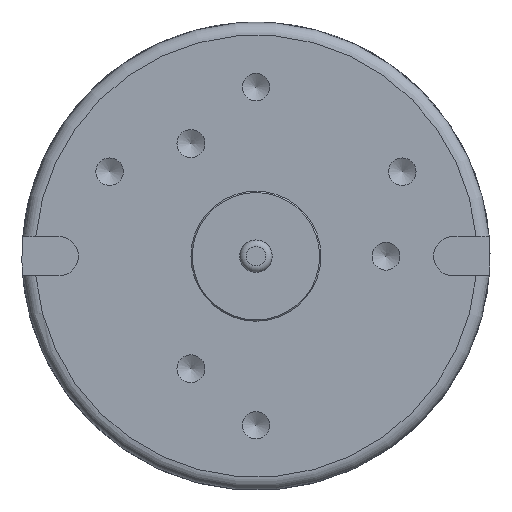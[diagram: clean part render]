
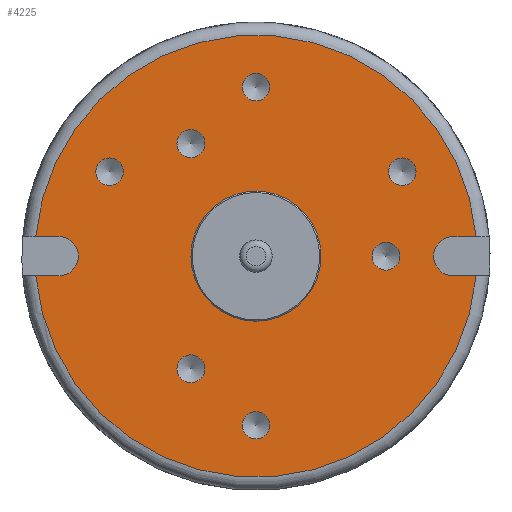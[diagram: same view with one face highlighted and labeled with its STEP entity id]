
A CAD part, front view. The second image highlights one B-rep face of the part: STEP entity #4225.
In plain terms, the highlighted planar face has unit normal (0, -1, 0).
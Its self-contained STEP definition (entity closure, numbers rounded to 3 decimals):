
#3425=CARTESIAN_POINT('',(-3.925,0.0,-8.66));
#3426=VERTEX_POINT('',#3425);
#3427=CARTESIAN_POINT('',(-5.,0.0,-8.66));
#3428=DIRECTION('',(0.0,1.0,0.0));
#3429=DIRECTION('',(1.0,0.0,0.0));
#3430=AXIS2_PLACEMENT_3D('',#3427,#3428,#3429);
#3431=CIRCLE('',#3430,1.075);
#3432=EDGE_CURVE('',#3426,#3426,#3431,.T.);
#3504=CARTESIAN_POINT('',(-3.925,0.0,8.66));
#3505=VERTEX_POINT('',#3504);
#3506=CARTESIAN_POINT('',(-5.,0.0,8.66));
#3507=DIRECTION('',(0.0,1.0,0.0));
#3508=DIRECTION('',(1.0,0.0,0.0));
#3509=AXIS2_PLACEMENT_3D('',#3506,#3507,#3508);
#3510=CIRCLE('',#3509,1.075);
#3511=EDGE_CURVE('',#3505,#3505,#3510,.T.);
#3583=CARTESIAN_POINT('',(11.075,0.0,0.0));
#3584=VERTEX_POINT('',#3583);
#3585=CARTESIAN_POINT('',(10.0,0.0,0.0));
#3586=DIRECTION('',(0.0,1.0,0.0));
#3587=DIRECTION('',(1.0,0.0,0.0));
#3588=AXIS2_PLACEMENT_3D('',#3585,#3586,#3587);
#3589=CIRCLE('',#3588,1.075);
#3590=EDGE_CURVE('',#3584,#3584,#3589,.T.);
#3662=CARTESIAN_POINT('',(12.315,0.0,6.5));
#3663=VERTEX_POINT('',#3662);
#3664=CARTESIAN_POINT('',(11.258,0.0,6.5));
#3665=DIRECTION('',(0.0,1.0,0.0));
#3666=DIRECTION('',(1.0,0.0,0.0));
#3667=AXIS2_PLACEMENT_3D('',#3664,#3665,#3666);
#3668=CIRCLE('',#3667,1.057);
#3669=EDGE_CURVE('',#3663,#3663,#3668,.T.);
#3741=CARTESIAN_POINT('',(-10.202,0.0,6.5));
#3742=VERTEX_POINT('',#3741);
#3743=CARTESIAN_POINT('',(-11.258,0.0,6.5));
#3744=DIRECTION('',(0.0,1.0,0.0));
#3745=DIRECTION('',(1.0,0.0,0.0));
#3746=AXIS2_PLACEMENT_3D('',#3743,#3744,#3745);
#3747=CIRCLE('',#3746,1.057);
#3748=EDGE_CURVE('',#3742,#3742,#3747,.T.);
#3820=CARTESIAN_POINT('',(1.057,0.0,13.0));
#3821=VERTEX_POINT('',#3820);
#3822=CARTESIAN_POINT('',(0.0,0.0,13.0));
#3823=DIRECTION('',(0.0,1.0,0.0));
#3824=DIRECTION('',(1.0,0.0,0.0));
#3825=AXIS2_PLACEMENT_3D('',#3822,#3823,#3824);
#3826=CIRCLE('',#3825,1.057);
#3827=EDGE_CURVE('',#3821,#3821,#3826,.T.);
#3899=CARTESIAN_POINT('',(1.057,0.0,-13.0));
#3900=VERTEX_POINT('',#3899);
#3901=CARTESIAN_POINT('',(0.0,0.0,-13.0));
#3902=DIRECTION('',(0.0,1.0,0.0));
#3903=DIRECTION('',(1.0,0.0,0.0));
#3904=AXIS2_PLACEMENT_3D('',#3901,#3902,#3903);
#3905=CIRCLE('',#3904,1.057);
#3906=EDGE_CURVE('',#3900,#3900,#3905,.T.);
#3919=CARTESIAN_POINT('',(16.934,0.0,1.5));
#3920=VERTEX_POINT('',#3919);
#3934=CARTESIAN_POINT('',(15.15,0.0,1.5));
#3935=VERTEX_POINT('',#3934);
#3936=CARTESIAN_POINT('',(15.15,0.0,1.5));
#3937=DIRECTION('',(1.0,0.0,0.0));
#3938=VECTOR('',#3937,1.784);
#3939=LINE('',#3936,#3938);
#3940=EDGE_CURVE('',#3935,#3920,#3939,.T.);
#3964=CARTESIAN_POINT('',(15.15,0.0,-1.5));
#3965=VERTEX_POINT('',#3964);
#3982=CARTESIAN_POINT('',(15.15,0.0,0.0));
#3983=DIRECTION('',(0.0,1.0,0.0));
#3984=DIRECTION('',(-1.0,0.0,0.0));
#3985=AXIS2_PLACEMENT_3D('',#3982,#3983,#3984);
#3986=CIRCLE('',#3985,1.5);
#3987=EDGE_CURVE('',#3965,#3935,#3986,.T.);
#4014=CARTESIAN_POINT('',(16.934,0.0,-1.5));
#4015=VERTEX_POINT('',#4014);
#4031=CARTESIAN_POINT('',(16.934,0.0,-1.5));
#4032=DIRECTION('',(-1.0,0.0,0.0));
#4033=VECTOR('',#4032,1.784);
#4034=LINE('',#4031,#4033);
#4035=EDGE_CURVE('',#4015,#3965,#4034,.T.);
#4045=CARTESIAN_POINT('',(-16.934,0.0,-1.5));
#4046=VERTEX_POINT('',#4045);
#4060=CARTESIAN_POINT('',(-15.15,0.0,-1.5));
#4061=VERTEX_POINT('',#4060);
#4062=CARTESIAN_POINT('',(-15.15,0.0,-1.5));
#4063=DIRECTION('',(-1.0,0.0,0.0));
#4064=VECTOR('',#4063,1.784);
#4065=LINE('',#4062,#4064);
#4066=EDGE_CURVE('',#4061,#4046,#4065,.T.);
#4090=CARTESIAN_POINT('',(-15.15,0.0,1.5));
#4091=VERTEX_POINT('',#4090);
#4108=CARTESIAN_POINT('',(-15.15,0.0,0.0));
#4109=DIRECTION('',(0.0,1.0,0.0));
#4110=DIRECTION('',(-1.0,0.0,0.0));
#4111=AXIS2_PLACEMENT_3D('',#4108,#4109,#4110);
#4112=CIRCLE('',#4111,1.5);
#4113=EDGE_CURVE('',#4091,#4061,#4112,.T.);
#4140=CARTESIAN_POINT('',(-16.934,0.0,1.5));
#4141=VERTEX_POINT('',#4140);
#4157=CARTESIAN_POINT('',(-16.934,0.0,1.5));
#4158=DIRECTION('',(1.0,0.0,0.0));
#4159=VECTOR('',#4158,1.784);
#4160=LINE('',#4157,#4159);
#4161=EDGE_CURVE('',#4141,#4091,#4160,.T.);
#4166=CARTESIAN_POINT('',(0.0,0.0,0.0));
#4167=DIRECTION('',(0.0,-1.0,0.0));
#4168=DIRECTION('',(0.0,0.0,-1.0));
#4169=AXIS2_PLACEMENT_3D('',#4166,#4167,#4168);
#4170=PLANE('',#4169);
#4171=ORIENTED_EDGE('',*,*,#4035,.T.);
#4172=ORIENTED_EDGE('',*,*,#3987,.T.);
#4173=ORIENTED_EDGE('',*,*,#3940,.T.);
#4174=CARTESIAN_POINT('',(0.0,0.0,0.0));
#4175=DIRECTION('',(0.0,1.0,0.0));
#4176=DIRECTION('',(1.0,0.0,0.0));
#4177=AXIS2_PLACEMENT_3D('',#4174,#4175,#4176);
#4178=CIRCLE('',#4177,17.0);
#4179=EDGE_CURVE('',#4141,#3920,#4178,.T.);
#4180=ORIENTED_EDGE('',*,*,#4179,.F.);
#4181=ORIENTED_EDGE('',*,*,#4161,.T.);
#4182=ORIENTED_EDGE('',*,*,#4113,.T.);
#4183=ORIENTED_EDGE('',*,*,#4066,.T.);
#4184=CARTESIAN_POINT('',(0.0,0.0,0.0));
#4185=DIRECTION('',(0.0,1.0,0.0));
#4186=DIRECTION('',(1.0,0.0,0.0));
#4187=AXIS2_PLACEMENT_3D('',#4184,#4185,#4186);
#4188=CIRCLE('',#4187,17.0);
#4189=EDGE_CURVE('',#4015,#4046,#4188,.T.);
#4190=ORIENTED_EDGE('',*,*,#4189,.F.);
#4191=EDGE_LOOP('',(#4171,#4172,#4173,#4180,#4181,#4182,#4183,#4190));
#4192=FACE_OUTER_BOUND('',#4191,.T.);
#4193=ORIENTED_EDGE('',*,*,#3432,.T.);
#4194=EDGE_LOOP('',(#4193));
#4195=FACE_BOUND('',#4194,.T.);
#4196=ORIENTED_EDGE('',*,*,#3511,.T.);
#4197=EDGE_LOOP('',(#4196));
#4198=FACE_BOUND('',#4197,.T.);
#4199=ORIENTED_EDGE('',*,*,#3590,.T.);
#4200=EDGE_LOOP('',(#4199));
#4201=FACE_BOUND('',#4200,.T.);
#4202=ORIENTED_EDGE('',*,*,#3669,.T.);
#4203=EDGE_LOOP('',(#4202));
#4204=FACE_BOUND('',#4203,.T.);
#4205=ORIENTED_EDGE('',*,*,#3748,.T.);
#4206=EDGE_LOOP('',(#4205));
#4207=FACE_BOUND('',#4206,.T.);
#4208=ORIENTED_EDGE('',*,*,#3827,.T.);
#4209=EDGE_LOOP('',(#4208));
#4210=FACE_BOUND('',#4209,.T.);
#4211=ORIENTED_EDGE('',*,*,#3906,.T.);
#4212=EDGE_LOOP('',(#4211));
#4213=FACE_BOUND('',#4212,.T.);
#4214=CARTESIAN_POINT('',(5.0,0.0,0.));
#4215=VERTEX_POINT('',#4214);
#4216=CARTESIAN_POINT('',(0.0,0.0,0.0));
#4217=DIRECTION('',(0.0,1.0,0.0));
#4218=DIRECTION('',(-1.0,0.0,0.0));
#4219=AXIS2_PLACEMENT_3D('',#4216,#4217,#4218);
#4220=CIRCLE('',#4219,5.0);
#4221=EDGE_CURVE('',#4215,#4215,#4220,.T.);
#4222=ORIENTED_EDGE('',*,*,#4221,.T.);
#4223=EDGE_LOOP('',(#4222));
#4224=FACE_BOUND('',#4223,.T.);
#4225=ADVANCED_FACE('',(#4192,#4195,#4198,#4201,#4204,#4207,#4210,#4213,#4224),#4170,.T.);
